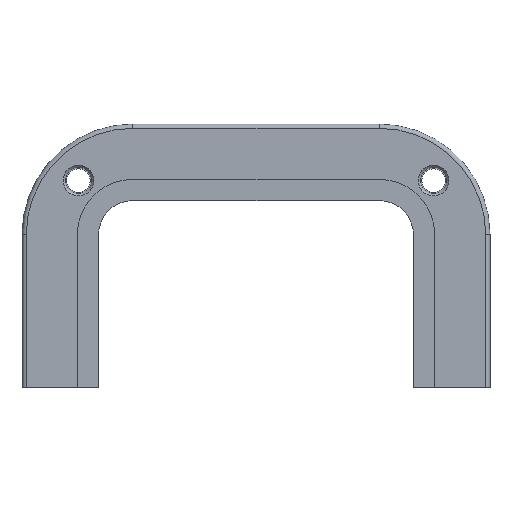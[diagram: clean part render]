
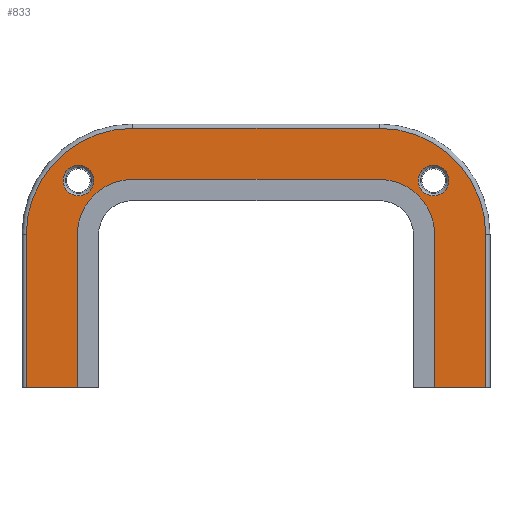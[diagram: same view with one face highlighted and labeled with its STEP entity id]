
A CAD part, top view. The second image highlights one B-rep face of the part: STEP entity #833.
In plain terms, the highlighted planar face has unit normal (0, 0, 1).
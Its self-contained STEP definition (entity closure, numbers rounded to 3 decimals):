
#19=FACE_BOUND('',#136,.T.);
#20=FACE_BOUND('',#137,.T.);
#84=FACE_OUTER_BOUND('',#135,.T.);
#135=EDGE_LOOP('',(#723,#724,#725,#726,#727,#728,#729,#730,#731,#732,#733,
#734));
#136=EDGE_LOOP('',(#735));
#137=EDGE_LOOP('',(#736));
#155=CIRCLE('',#883,3.6);
#159=CIRCLE('',#890,3.6);
#163=CIRCLE('',#898,25.);
#168=CIRCLE('',#905,25.);
#175=CIRCLE('',#916,13.);
#176=CIRCLE('',#919,13.);
#223=LINE('',#1327,#302);
#225=LINE('',#1339,#304);
#236=LINE('',#1372,#315);
#252=LINE('',#1412,#331);
#253=LINE('',#1416,#332);
#254=LINE('',#1417,#333);
#255=LINE('',#1418,#334);
#256=LINE('',#1419,#335);
#302=VECTOR('',#1079,10.);
#304=VECTOR('',#1093,10.);
#315=VECTOR('',#1122,10.);
#331=VECTOR('',#1166,10.);
#332=VECTOR('',#1169,10.);
#333=VECTOR('',#1170,10.);
#334=VECTOR('',#1171,10.);
#335=VECTOR('',#1172,10.);
#367=VERTEX_POINT('',#1276);
#371=VERTEX_POINT('',#1289);
#382=VERTEX_POINT('',#1317);
#384=VERTEX_POINT('',#1320);
#385=VERTEX_POINT('',#1325);
#387=VERTEX_POINT('',#1330);
#388=VERTEX_POINT('',#1332);
#400=VERTEX_POINT('',#1365);
#401=VERTEX_POINT('',#1366);
#402=VERTEX_POINT('',#1371);
#403=VERTEX_POINT('',#1375);
#412=VERTEX_POINT('',#1410);
#413=VERTEX_POINT('',#1414);
#414=VERTEX_POINT('',#1415);
#456=EDGE_CURVE('',#367,#367,#155,.T.);
#462=EDGE_CURVE('',#371,#371,#159,.T.);
#476=EDGE_CURVE('',#382,#384,#163,.T.);
#480=EDGE_CURVE('',#384,#385,#223,.T.);
#482=EDGE_CURVE('',#387,#388,#168,.T.);
#486=EDGE_CURVE('',#388,#382,#225,.T.);
#499=EDGE_CURVE('',#400,#401,#175,.T.);
#502=EDGE_CURVE('',#401,#402,#236,.T.);
#504=EDGE_CURVE('',#402,#403,#176,.T.);
#523=EDGE_CURVE('',#403,#412,#252,.T.);
#524=EDGE_CURVE('',#413,#414,#253,.T.);
#525=EDGE_CURVE('',#413,#400,#254,.T.);
#526=EDGE_CURVE('',#385,#412,#255,.T.);
#527=EDGE_CURVE('',#414,#387,#256,.T.);
#723=ORIENTED_EDGE('',*,*,#524,.F.);
#724=ORIENTED_EDGE('',*,*,#525,.T.);
#725=ORIENTED_EDGE('',*,*,#499,.T.);
#726=ORIENTED_EDGE('',*,*,#502,.T.);
#727=ORIENTED_EDGE('',*,*,#504,.T.);
#728=ORIENTED_EDGE('',*,*,#523,.T.);
#729=ORIENTED_EDGE('',*,*,#526,.F.);
#730=ORIENTED_EDGE('',*,*,#480,.F.);
#731=ORIENTED_EDGE('',*,*,#476,.F.);
#732=ORIENTED_EDGE('',*,*,#486,.F.);
#733=ORIENTED_EDGE('',*,*,#482,.F.);
#734=ORIENTED_EDGE('',*,*,#527,.F.);
#735=ORIENTED_EDGE('',*,*,#456,.T.);
#736=ORIENTED_EDGE('',*,*,#462,.T.);
#787=PLANE('',#932);
#833=ADVANCED_FACE('',(#84,#19,#20),#787,.T.);
#883=AXIS2_PLACEMENT_3D('',#1277,#1027,#1028);
#890=AXIS2_PLACEMENT_3D('',#1290,#1043,#1044);
#898=AXIS2_PLACEMENT_3D('',#1321,#1069,#1070);
#905=AXIS2_PLACEMENT_3D('',#1333,#1084,#1085);
#916=AXIS2_PLACEMENT_3D('',#1367,#1116,#1117);
#919=AXIS2_PLACEMENT_3D('',#1376,#1126,#1127);
#932=AXIS2_PLACEMENT_3D('',#1413,#1167,#1168);
#1027=DIRECTION('center_axis',(0.,0.,-1.));
#1028=DIRECTION('ref_axis',(1.,0.,0.));
#1043=DIRECTION('center_axis',(0.,0.,-1.));
#1044=DIRECTION('ref_axis',(1.,0.,0.));
#1069=DIRECTION('center_axis',(0.,0.,-1.));
#1070=DIRECTION('ref_axis',(0.707,0.707,0.));
#1079=DIRECTION('',(0.,-1.,0.));
#1084=DIRECTION('center_axis',(0.,0.,-1.));
#1085=DIRECTION('ref_axis',(-0.707,0.707,0.));
#1093=DIRECTION('',(1.,0.,0.));
#1116=DIRECTION('center_axis',(0.,0.,-1.));
#1117=DIRECTION('ref_axis',(0.,1.,0.));
#1122=DIRECTION('',(1.,0.,0.));
#1126=DIRECTION('center_axis',(0.,0.,-1.));
#1127=DIRECTION('ref_axis',(1.,0.,0.));
#1166=DIRECTION('',(0.,-1.,0.));
#1167=DIRECTION('center_axis',(0.,0.,1.));
#1168=DIRECTION('ref_axis',(1.,0.,0.));
#1169=DIRECTION('',(-1.,0.,0.));
#1170=DIRECTION('',(0.,1.,0.));
#1171=DIRECTION('',(-1.,0.,0.));
#1172=DIRECTION('',(0.,1.,0.));
#1276=CARTESIAN_POINT('',(77.128,162.728,20.));
#1277=CARTESIAN_POINT('Origin',(80.728,162.728,20.));
#1289=CARTESIAN_POINT('',(-6.328,162.728,20.));
#1290=CARTESIAN_POINT('Origin',(-2.728,162.728,20.));
#1317=CARTESIAN_POINT('',(68.,175.,20.));
#1320=CARTESIAN_POINT('',(93.,150.,20.));
#1321=CARTESIAN_POINT('Origin',(68.,150.,20.));
#1325=CARTESIAN_POINT('',(93.,114.,20.));
#1327=CARTESIAN_POINT('',(93.,15.25,20.));
#1330=CARTESIAN_POINT('',(-15.,150.,20.));
#1332=CARTESIAN_POINT('',(10.,175.,20.));
#1333=CARTESIAN_POINT('Origin',(10.,150.,20.));
#1339=CARTESIAN_POINT('',(53.5,175.,20.));
#1365=CARTESIAN_POINT('',(-3.,150.,20.));
#1366=CARTESIAN_POINT('',(10.,163.,20.));
#1367=CARTESIAN_POINT('Origin',(10.,150.,20.));
#1371=CARTESIAN_POINT('',(68.,163.,20.));
#1372=CARTESIAN_POINT('',(24.5,163.,20.));
#1375=CARTESIAN_POINT('',(81.,150.,20.));
#1376=CARTESIAN_POINT('Origin',(68.,150.,20.));
#1410=CARTESIAN_POINT('',(81.,114.,20.));
#1412=CARTESIAN_POINT('',(81.,107.75,20.));
#1413=CARTESIAN_POINT('Origin',(39.,65.5,20.));
#1414=CARTESIAN_POINT('',(-3.,114.,20.));
#1415=CARTESIAN_POINT('',(-15.,114.,20.));
#1416=CARTESIAN_POINT('',(39.,114.,20.));
#1417=CARTESIAN_POINT('',(-3.,37.75,20.));
#1418=CARTESIAN_POINT('',(39.,114.,20.));
#1419=CARTESIAN_POINT('',(-15.,107.75,20.));
